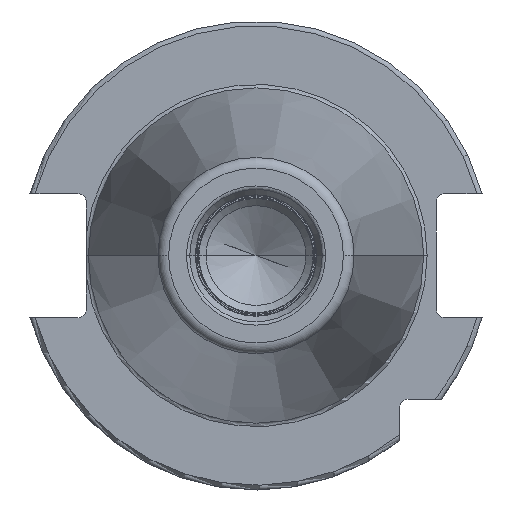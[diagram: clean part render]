
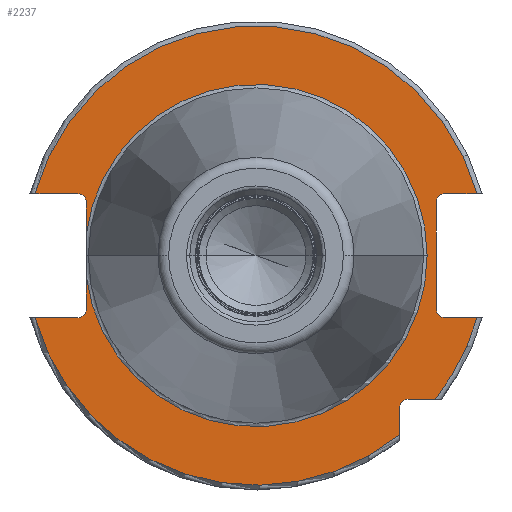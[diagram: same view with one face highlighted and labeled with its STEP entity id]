
A CAD part, left-side view. The second image highlights one B-rep face of the part: STEP entity #2237.
In plain terms, the highlighted planar face has unit normal (-1, 0, 0).
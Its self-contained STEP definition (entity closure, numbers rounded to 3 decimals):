
#105=CARTESIAN_POINT('',(3.2,35.3,-4.415));
#117=CARTESIAN_POINT('',(3.2,0.,0.));
#118=DIRECTION('',(-1.,0.,0.));
#119=DIRECTION('',(0.,0.992,-0.124));
#120=AXIS2_PLACEMENT_3D('',#117,#118,#119);
#439=CARTESIAN_POINT('',(3.2,37.05,-11.15));
#440=DIRECTION('',(1.,0.,0.));
#441=DIRECTION('',(0.,-1.,0.));
#442=AXIS2_PLACEMENT_3D('',#439,#440,#441);
#448=DIRECTION('',(0.,1.,0.));
#449=VECTOR('',#448,6.711);
#450=CARTESIAN_POINT('',(3.2,-45.961,12.9));
#451=LINE('',#450,#449);
#452=DIRECTION('',(0.,0.,1.));
#453=VECTOR('',#452,22.3);
#454=CARTESIAN_POINT('',(3.2,-37.5,-11.15));
#455=LINE('',#454,#453);
#456=DIRECTION('',(0.,1.,0.));
#457=VECTOR('',#456,6.711);
#458=CARTESIAN_POINT('',(3.2,-45.961,-12.9));
#459=LINE('',#458,#457);
#460=CARTESIAN_POINT('',(3.2,0.,0.));
#461=DIRECTION('',(-1.,0.,0.));
#462=DIRECTION('',(0.,-0.78,-0.625));
#463=AXIS2_PLACEMENT_3D('',#460,#461,#462);
#465=DIRECTION('',(0.,-1.,0.));
#466=VECTOR('',#465,5.654);
#467=CARTESIAN_POINT('',(3.2,-31.6,-29.85));
#468=LINE('',#467,#466);
#469=DIRECTION('',(0.,0.,1.));
#470=VECTOR('',#469,5.654);
#471=CARTESIAN_POINT('',(3.2,-29.85,-37.254));
#472=LINE('',#471,#470);
#473=CARTESIAN_POINT('',(3.2,0.,0.));
#474=DIRECTION('',(-1.,0.,0.));
#475=DIRECTION('',(0.,0.963,-0.27));
#476=AXIS2_PLACEMENT_3D('',#473,#474,#475);
#478=DIRECTION('',(0.,-1.,0.));
#479=VECTOR('',#478,8.911);
#480=CARTESIAN_POINT('',(3.2,45.961,-12.9));
#481=LINE('',#480,#479);
#482=DIRECTION('',(0.,0.,-1.));
#483=VECTOR('',#482,6.735);
#484=CARTESIAN_POINT('',(3.2,35.3,-4.415));
#485=LINE('',#484,#483);
#486=DIRECTION('',(0.,0.,-1.));
#487=VECTOR('',#486,6.735);
#488=CARTESIAN_POINT('',(3.2,35.3,11.15));
#489=LINE('',#488,#487);
#490=DIRECTION('',(0.,-1.,0.));
#491=VECTOR('',#490,8.911);
#492=CARTESIAN_POINT('',(3.2,45.961,12.9));
#493=LINE('',#492,#491);
#494=CARTESIAN_POINT('',(3.2,0.,0.));
#495=DIRECTION('',(1.,0.,0.));
#496=DIRECTION('',(0.,0.963,0.27));
#497=AXIS2_PLACEMENT_3D('',#494,#495,#496);
#508=CARTESIAN_POINT('',(3.2,-39.25,11.15));
#509=DIRECTION('',(1.,0.,0.));
#510=DIRECTION('',(0.,1.,0.));
#511=AXIS2_PLACEMENT_3D('',#508,#509,#510);
#526=CARTESIAN_POINT('',(3.2,-39.25,-11.15));
#527=DIRECTION('',(1.,0.,0.));
#528=DIRECTION('',(0.,0.,-1.));
#529=AXIS2_PLACEMENT_3D('',#526,#527,#528);
#650=CARTESIAN_POINT('',(3.2,45.961,-12.9));
#685=CARTESIAN_POINT('',(3.2,-45.961,-12.9));
#692=CARTESIAN_POINT('',(3.2,-37.254,-29.85));
#712=CARTESIAN_POINT('',(3.2,-31.6,-31.6));
#713=DIRECTION('',(1.,0.,0.));
#714=DIRECTION('',(0.,1.,0.));
#715=AXIS2_PLACEMENT_3D('',#712,#713,#714);
#797=CARTESIAN_POINT('',(3.2,37.05,11.15));
#798=DIRECTION('',(1.,0.,0.));
#799=DIRECTION('',(0.,0.,1.));
#800=AXIS2_PLACEMENT_3D('',#797,#798,#799);
#883=CARTESIAN_POINT('',(3.2,45.961,12.9));
#890=CARTESIAN_POINT('',(3.2,-45.961,12.9));
#1198=CARTESIAN_POINT('',(3.2,35.3,4.415));
#1209=CARTESIAN_POINT('',(3.2,0.,0.));
#1210=DIRECTION('',(1.,0.,0.));
#1211=DIRECTION('',(0.,0.992,0.124));
#1212=AXIS2_PLACEMENT_3D('',#1209,#1210,#1211);
#1432=CARTESIAN_POINT('',(3.2,-35.575,0.));
#1434=VERTEX_POINT('',#1432);
#1558=VERTEX_POINT('',#1198);
#1560=VERTEX_POINT('',#105);
#1563=VERTEX_POINT('',#883);
#1564=VERTEX_POINT('',#890);
#1567=VERTEX_POINT('',#650);
#1568=VERTEX_POINT('',#685);
#1591=CARTESIAN_POINT('',(3.2,-29.85,-37.254));
#1592=VERTEX_POINT('',#1591);
#1594=CARTESIAN_POINT('',(3.2,-37.5,-11.15));
#1596=VERTEX_POINT('',#1594);
#1598=CARTESIAN_POINT('',(3.2,-39.25,-12.9));
#1600=VERTEX_POINT('',#1598);
#1602=CARTESIAN_POINT('',(3.2,-39.25,12.9));
#1604=VERTEX_POINT('',#1602);
#1606=CARTESIAN_POINT('',(3.2,-37.5,11.15));
#1608=VERTEX_POINT('',#1606);
#1610=CARTESIAN_POINT('',(3.2,35.3,11.15));
#1612=VERTEX_POINT('',#1610);
#1614=CARTESIAN_POINT('',(3.2,37.05,12.9));
#1616=VERTEX_POINT('',#1614);
#1618=CARTESIAN_POINT('',(3.2,37.05,-12.9));
#1620=VERTEX_POINT('',#1618);
#1622=CARTESIAN_POINT('',(3.2,35.3,-11.15));
#1624=VERTEX_POINT('',#1622);
#1629=CARTESIAN_POINT('',(3.2,-29.85,-31.6));
#1630=CARTESIAN_POINT('',(3.2,-31.6,-29.85));
#1631=VERTEX_POINT('',#1629);
#1632=VERTEX_POINT('',#1630);
#1694=VERTEX_POINT('',#692);
#2197=CARTESIAN_POINT('',(3.2,0.,0.));
#2198=DIRECTION('',(1.,0.,0.));
#2199=DIRECTION('',(0.,-1.,0.));
#2200=AXIS2_PLACEMENT_3D('',#2197,#2198,#2199);
#2201=PLANE('',#2200);
#2203=ORIENTED_EDGE('',*,*,#2202,.T.);
#2205=ORIENTED_EDGE('',*,*,#2204,.F.);
#2207=ORIENTED_EDGE('',*,*,#2206,.F.);
#2209=ORIENTED_EDGE('',*,*,#2208,.F.);
#2211=ORIENTED_EDGE('',*,*,#2210,.F.);
#2213=ORIENTED_EDGE('',*,*,#2212,.F.);
#2215=ORIENTED_EDGE('',*,*,#2214,.F.);
#2217=ORIENTED_EDGE('',*,*,#2216,.F.);
#2219=ORIENTED_EDGE('',*,*,#2218,.F.);
#2221=ORIENTED_EDGE('',*,*,#2220,.F.);
#2222=ORIENTED_EDGE('',*,*,#2169,.T.);
#2223=ORIENTED_EDGE('',*,*,#2158,.F.);
#2224=ORIENTED_EDGE('',*,*,#1862,.F.);
#2225=ORIENTED_EDGE('',*,*,#1837,.T.);
#2227=ORIENTED_EDGE('',*,*,#2226,.F.);
#2228=ORIENTED_EDGE('',*,*,#1857,.F.);
#2230=ORIENTED_EDGE('',*,*,#2229,.F.);
#2232=ORIENTED_EDGE('',*,*,#2231,.F.);
#2234=ORIENTED_EDGE('',*,*,#2233,.T.);
#2235=EDGE_LOOP('',(#2203,#2205,#2207,#2209,#2211,#2213,#2215,#2217,#2219,#2221,
#2222,#2223,#2224,#2225,#2227,#2228,#2230,#2232,#2234));
#2236=FACE_OUTER_BOUND('',#2235,.F.);
#2237=ADVANCED_FACE('',(#2236),#2201,.F.);
#121=CIRCLE('',#120,35.575);
#443=CIRCLE('',#442,1.75);
#464=CIRCLE('',#463,47.738);
#477=CIRCLE('',#476,47.738);
#498=CIRCLE('',#497,47.738);
#512=CIRCLE('',#511,1.75);
#530=CIRCLE('',#529,1.75);
#716=CIRCLE('',#715,1.75);
#801=CIRCLE('',#800,1.75);
#1213=CIRCLE('',#1212,35.575);
#1837=EDGE_CURVE('',#1560,#1434,#121,.T.);
#1857=EDGE_CURVE('',#1612,#1558,#489,.T.);
#1862=EDGE_CURVE('',#1560,#1624,#485,.T.);
#2158=EDGE_CURVE('',#1624,#1620,#443,.T.);
#2169=EDGE_CURVE('',#1567,#1620,#481,.T.);
#2202=EDGE_CURVE('',#1564,#1604,#451,.T.);
#2204=EDGE_CURVE('',#1608,#1604,#512,.T.);
#2206=EDGE_CURVE('',#1596,#1608,#455,.T.);
#2208=EDGE_CURVE('',#1600,#1596,#530,.T.);
#2210=EDGE_CURVE('',#1568,#1600,#459,.T.);
#2212=EDGE_CURVE('',#1694,#1568,#464,.T.);
#2214=EDGE_CURVE('',#1632,#1694,#468,.T.);
#2216=EDGE_CURVE('',#1631,#1632,#716,.T.);
#2218=EDGE_CURVE('',#1592,#1631,#472,.T.);
#2220=EDGE_CURVE('',#1567,#1592,#477,.T.);
#2226=EDGE_CURVE('',#1558,#1434,#1213,.T.);
#2229=EDGE_CURVE('',#1616,#1612,#801,.T.);
#2231=EDGE_CURVE('',#1563,#1616,#493,.T.);
#2233=EDGE_CURVE('',#1563,#1564,#498,.T.);
